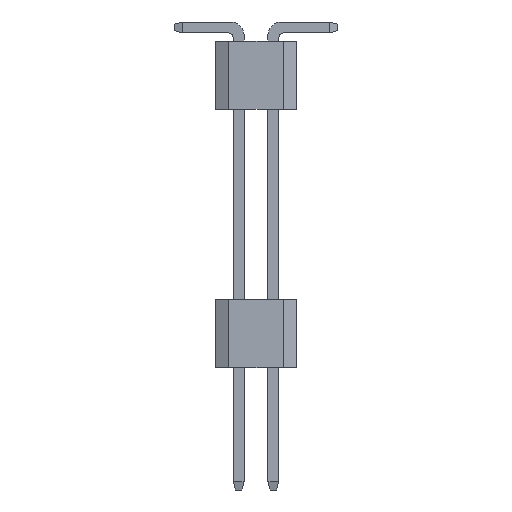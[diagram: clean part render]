
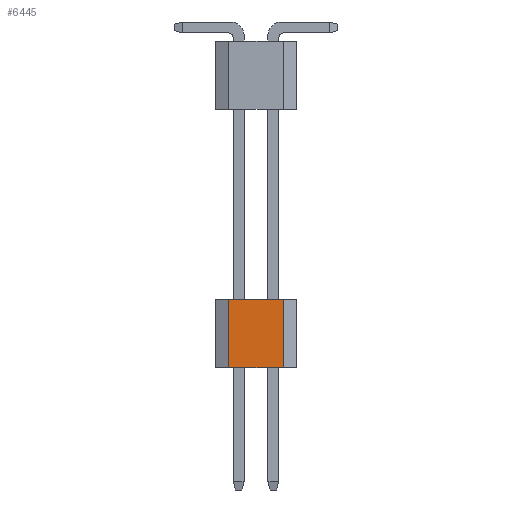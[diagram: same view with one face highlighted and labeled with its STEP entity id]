
A CAD part, left-side view. The second image highlights one B-rep face of the part: STEP entity #6445.
In plain terms, the highlighted planar face has unit normal (-1, 0, 0).
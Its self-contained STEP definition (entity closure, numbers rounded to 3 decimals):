
#1233 = AXIS2_PLACEMENT_3D ( 'NONE', #46735, #18466, #19202 ) ;
#3034 = EDGE_CURVE ( 'NONE', #70696, #25627, #65706, .T. ) ;
#6445 = ADVANCED_FACE ( 'NONE', ( #51164 ), #7076, .F. ) ;
#6701 = CARTESIAN_POINT ( 'NONE',  ( -12.7, 1., 0. ) ) ;
#7076 = PLANE ( 'NONE',  #1233 ) ;
#9760 = ORIENTED_EDGE ( 'NONE', *, *, #23274, .T. ) ;
#11781 = LINE ( 'NONE', #17649, #40379 ) ;
#14587 = VECTOR ( 'NONE', #25702, 1000. ) ;
#16667 = EDGE_CURVE ( 'NONE', #70696, #16669, #11781, .T. ) ;
#16669 = VERTEX_POINT ( 'NONE', #49992 ) ;
#17649 = CARTESIAN_POINT ( 'NONE',  ( -12.7, 1., 0. ) ) ;
#18220 = CARTESIAN_POINT ( 'NONE',  ( -12.7, -1.5, 2.5 ) ) ;
#18342 = CARTESIAN_POINT ( 'NONE',  ( -12.7, -1., 0. ) ) ;
#18466 = DIRECTION ( 'NONE',  ( 1., 0., 0. ) ) ;
#19202 = DIRECTION ( 'NONE',  ( 0., 0., -1. ) ) ;
#23274 = EDGE_CURVE ( 'NONE', #25627, #43337, #61592, .T. ) ;
#24440 = DIRECTION ( 'NONE',  ( 0., -1., 0. ) ) ;
#25627 = VERTEX_POINT ( 'NONE', #18342 ) ;
#25702 = DIRECTION ( 'NONE',  ( 0., -1., 0. ) ) ;
#30676 = VECTOR ( 'NONE', #61934, 1000. ) ;
#31685 = VECTOR ( 'NONE', #24440, 1000. ) ;
#32136 = EDGE_CURVE ( 'NONE', #16669, #43337, #46124, .T. ) ;
#38866 = ORIENTED_EDGE ( 'NONE', *, *, #32136, .F. ) ;
#38964 = DIRECTION ( 'NONE',  ( 0., 0., 1. ) ) ;
#40379 = VECTOR ( 'NONE', #38964, 1000. ) ;
#41854 = ORIENTED_EDGE ( 'NONE', *, *, #3034, .T. ) ;
#43337 = VERTEX_POINT ( 'NONE', #50763 ) ;
#46124 = LINE ( 'NONE', #18220, #31685 ) ;
#46735 = CARTESIAN_POINT ( 'NONE',  ( -12.7, -1.5, 2.5 ) ) ;
#49992 = CARTESIAN_POINT ( 'NONE',  ( -12.7, 1., 2.5 ) ) ;
#50763 = CARTESIAN_POINT ( 'NONE',  ( -12.7, -1., 2.5 ) ) ;
#51164 = FACE_OUTER_BOUND ( 'NONE', #53712, .T. ) ;
#51238 = ORIENTED_EDGE ( 'NONE', *, *, #16667, .F. ) ;
#53627 = CARTESIAN_POINT ( 'NONE',  ( -12.7, -1.5, 0. ) ) ;
#53712 = EDGE_LOOP ( 'NONE', ( #41854, #9760, #38866, #51238 ) ) ;
#56062 = CARTESIAN_POINT ( 'NONE',  ( -12.7, -1., 0. ) ) ;
#61592 = LINE ( 'NONE', #56062, #30676 ) ;
#61934 = DIRECTION ( 'NONE',  ( 0., 0., 1. ) ) ;
#65706 = LINE ( 'NONE', #53627, #14587 ) ;
#70696 = VERTEX_POINT ( 'NONE', #6701 ) ;
